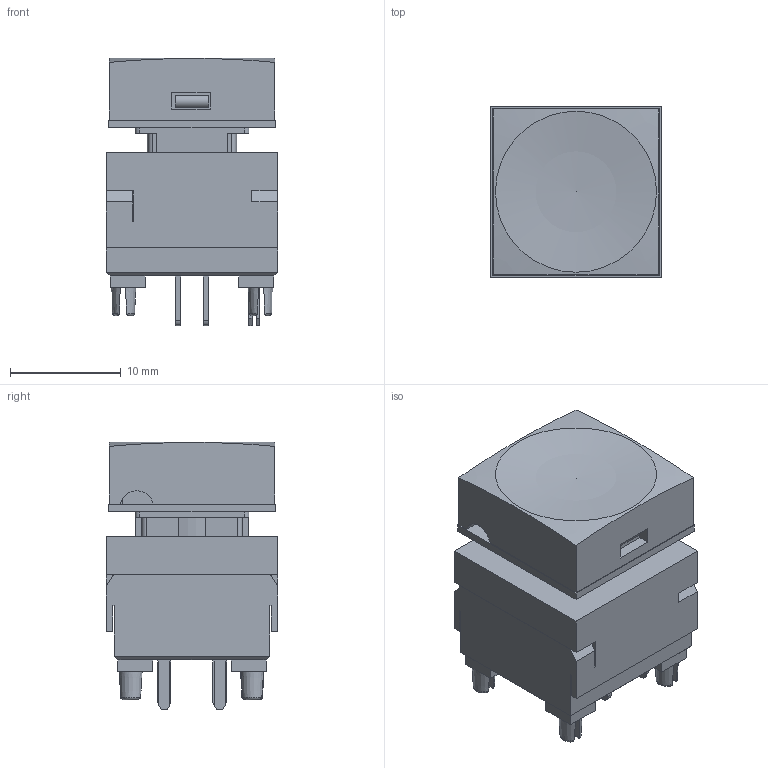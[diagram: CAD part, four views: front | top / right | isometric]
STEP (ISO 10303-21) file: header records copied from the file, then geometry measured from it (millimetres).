
FILE_DESCRIPTION((' '),'2;1');
FILE_NAME('LP6OA1ASRGB.stp','2017-07-28T16:11:03',(' '),(' '),' ','ACIS',' ');
FILE_SCHEMA(('CONFIG_CONTROL_DESIGN'));
Length unit declared in the file: inch
Products named in the file (1): LP6OA1ASRGB.stp
Bounding box: 15.5 x 15.5 x 24.2 mm (x, y, z)
Volume: 2463.8 mm3; surface area: 5127.5 mm2
Topology: 1 solids, 1 shells, 377 faces, 1047 edges, 681 vertices
Faces by surface type: plane 296, cylinder 61, torus 8, cone 8, bspline 3, sphere 1
Full cylindrical faces by diameter (mm): 0.8 x2
Entity records: 12395 total; most frequent: CARTESIAN_POINT 2674, ORIENTED_EDGE 2078, DIRECTION 1865, EDGE_CURVE 1039, VECTOR 857, LINE 857, VERTEX_POINT 679, AXIS2_PLACEMENT_3D 504
